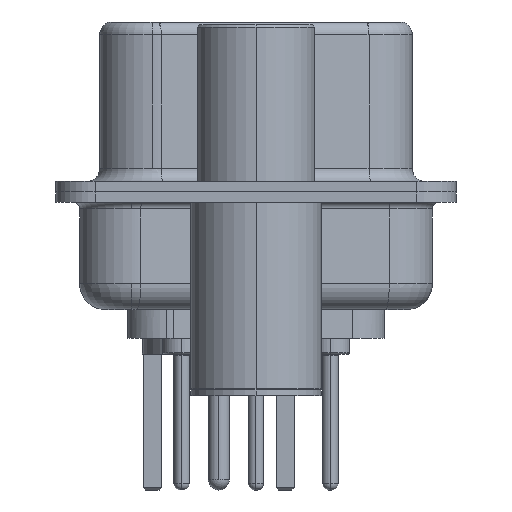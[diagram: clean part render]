
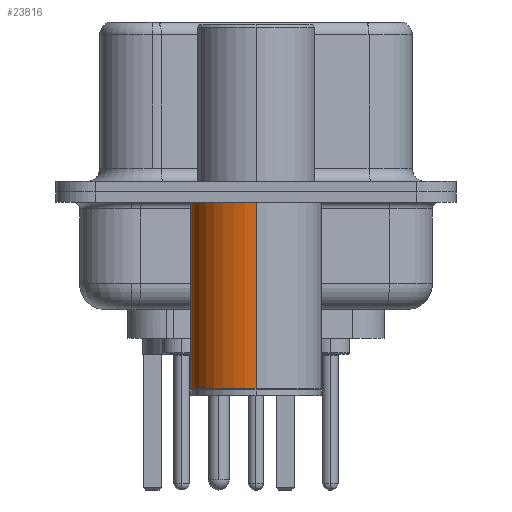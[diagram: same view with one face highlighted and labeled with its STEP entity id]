
A CAD part, left-side view. The second image highlights one B-rep face of the part: STEP entity #23816.
In plain terms, the highlighted cylindrical face has radius 2.5 mm (diameter 5 mm), a partial arc.
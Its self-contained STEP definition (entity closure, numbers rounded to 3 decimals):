
#591 = CARTESIAN_POINT ( 'NONE',  ( 2.5, 0., -7.525 ) ) ;
#1788 = VERTEX_POINT ( 'NONE', #3417 ) ;
#2416 = DIRECTION ( 'NONE',  ( 0., 0., 1. ) ) ;
#2548 = CARTESIAN_POINT ( 'NONE',  ( -2.5, 0., -7.525 ) ) ;
#3417 = CARTESIAN_POINT ( 'NONE',  ( 2.5, 0., -0.4 ) ) ;
#3512 = DIRECTION ( 'NONE',  ( 0., 0., 1. ) ) ;
#6590 = VECTOR ( 'NONE', #2416, 1000. ) ;
#6676 = DIRECTION ( 'NONE',  ( 0., 0., 1. ) ) ;
#8497 = CARTESIAN_POINT ( 'NONE',  ( 0., 0., -7.525 ) ) ;
#9251 = VERTEX_POINT ( 'NONE', #28673 ) ;
#11016 = DIRECTION ( 'NONE',  ( 1., 0., 0. ) ) ;
#11050 = AXIS2_PLACEMENT_3D ( 'NONE', #18721, #3512, #21273 ) ;
#12337 = EDGE_LOOP ( 'NONE', ( #18813, #12495, #19595, #14873 ) ) ;
#12495 = ORIENTED_EDGE ( 'NONE', *, *, #27781, .T. ) ;
#12542 = CARTESIAN_POINT ( 'NONE',  ( 2.5, 0., 0.581 ) ) ;
#12961 = CARTESIAN_POINT ( 'NONE',  ( 0., 0., 0.581 ) ) ;
#14873 = ORIENTED_EDGE ( 'NONE', *, *, #28647, .F. ) ;
#18121 = DIRECTION ( 'NONE',  ( 0., 0., 1. ) ) ;
#18721 = CARTESIAN_POINT ( 'NONE',  ( 0., 0., -0.4 ) ) ;
#18813 = ORIENTED_EDGE ( 'NONE', *, *, #22058, .T. ) ;
#19382 = AXIS2_PLACEMENT_3D ( 'NONE', #12961, #18121, #25701 ) ;
#19431 = CARTESIAN_POINT ( 'NONE',  ( -2.5, 0., 0.581 ) ) ;
#19595 = ORIENTED_EDGE ( 'NONE', *, *, #20973, .F. ) ;
#20873 = LINE ( 'NONE', #12542, #6590 ) ;
#20973 = EDGE_CURVE ( 'NONE', #1788, #9251, #23575, .T. ) ;
#21273 = DIRECTION ( 'NONE',  ( 1., 0., 0. ) ) ;
#22010 = VERTEX_POINT ( 'NONE', #591 ) ;
#22058 = EDGE_CURVE ( 'NONE', #22010, #32704, #29145, .T. ) ;
#22938 = VECTOR ( 'NONE', #6676, 1000. ) ;
#23575 = CIRCLE ( 'NONE', #11050, 2.5 ) ;
#23816 = ADVANCED_FACE ( 'NONE', ( #26693 ), #25910, .T. ) ;
#25701 = DIRECTION ( 'NONE',  ( 1., 0., 0. ) ) ;
#25910 = CYLINDRICAL_SURFACE ( 'NONE', #19382, 2.5 ) ;
#26230 = DIRECTION ( 'NONE',  ( 0., 0., 1. ) ) ;
#26693 = FACE_OUTER_BOUND ( 'NONE', #12337, .T. ) ;
#27781 = EDGE_CURVE ( 'NONE', #32704, #9251, #29654, .T. ) ;
#28647 = EDGE_CURVE ( 'NONE', #22010, #1788, #20873, .T. ) ;
#28673 = CARTESIAN_POINT ( 'NONE',  ( -2.5, 0., -0.4 ) ) ;
#29145 = CIRCLE ( 'NONE', #30599, 2.5 ) ;
#29654 = LINE ( 'NONE', #19431, #22938 ) ;
#30599 = AXIS2_PLACEMENT_3D ( 'NONE', #8497, #26230, #11016 ) ;
#32704 = VERTEX_POINT ( 'NONE', #2548 ) ;
